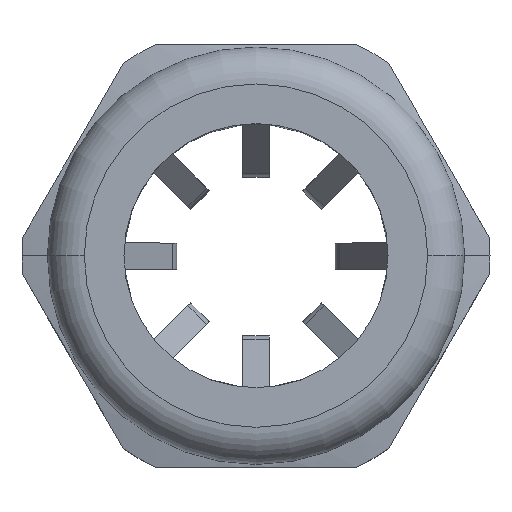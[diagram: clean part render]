
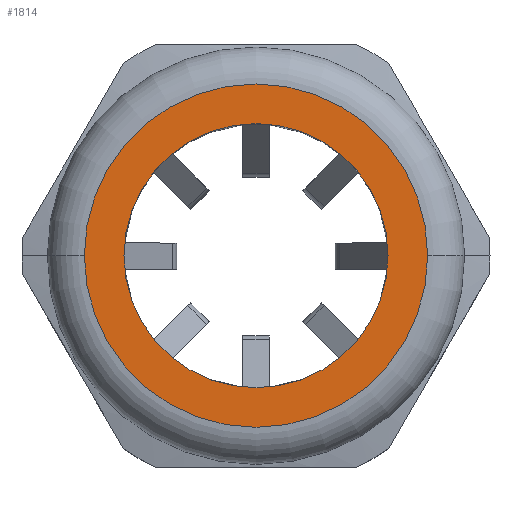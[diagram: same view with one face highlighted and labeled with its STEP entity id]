
A CAD part, top view. The second image highlights one B-rep face of the part: STEP entity #1814.
In plain terms, the highlighted planar face has unit normal (0, 0, 1).
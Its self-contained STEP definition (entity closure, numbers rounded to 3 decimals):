
#4 = FACE_BOUND ( 'NONE', #736, .T. ) ;
#593 = AXIS2_PLACEMENT_3D ( 'NONE', #3347, #3346, #3345 ) ;
#603 = AXIS2_PLACEMENT_3D ( 'NONE', #3376, #3372, #3371 ) ;
#736 = EDGE_LOOP ( 'NONE', ( #2848, #2850 ) ) ;
#737 = EDGE_LOOP ( 'NONE', ( #2847, #2851 ) ) ;
#1225 = DIRECTION ( 'NONE',  ( 0., 0., 1. ) ) ;
#1226 = CARTESIAN_POINT ( 'NONE',  ( 0., 0., 37. ) ) ;
#1228 = DIRECTION ( 'NONE',  ( 1., 0., 0. ) ) ;
#1229 = DIRECTION ( 'NONE',  ( 0., 0., 1. ) ) ;
#1230 = CARTESIAN_POINT ( 'NONE',  ( 0., 0., 37. ) ) ;
#1433 = DIRECTION ( 'NONE',  ( 1., 0., 0. ) ) ;
#1435 = DIRECTION ( 'NONE',  ( 0., 0., 1. ) ) ;
#1442 = CARTESIAN_POINT ( 'NONE',  ( 0., 0., 37. ) ) ;
#1446 = PLANE ( 'NONE',  #2219 ) ;
#1532 = CIRCLE ( 'NONE', #593, 16.25 ) ;
#1535 = CIRCLE ( 'NONE', #603, 12.5 ) ;
#1585 = CIRCLE ( 'NONE', #2247, 12.5 ) ;
#1629 = EDGE_CURVE ( 'NONE', #2594, #2595, #1535, .T. ) ;
#1637 = EDGE_CURVE ( 'NONE', #2603, #2602, #1532, .T. ) ;
#1694 = CIRCLE ( 'NONE', #2243, 16.25 ) ;
#1814 = ADVANCED_FACE ( 'NONE', ( #4, #2226 ), #1446, .T. ) ;
#1846 = EDGE_CURVE ( 'NONE', #2595, #2594, #1585, .T. ) ;
#1847 = EDGE_CURVE ( 'NONE', #2602, #2603, #1694, .T. ) ;
#1972 = CARTESIAN_POINT ( 'NONE',  ( 12.5, 0., 37. ) ) ;
#2041 = DIRECTION ( 'NONE',  ( 1., 0., 0. ) ) ;
#2055 = CARTESIAN_POINT ( 'NONE',  ( -16.25, 0., 37. ) ) ;
#2057 = CARTESIAN_POINT ( 'NONE',  ( 16.25, 0., 37. ) ) ;
#2145 = CARTESIAN_POINT ( 'NONE',  ( -12.5, 0., 37. ) ) ;
#2219 = AXIS2_PLACEMENT_3D ( 'NONE', #1442, #1435, #1433 ) ;
#2226 = FACE_OUTER_BOUND ( 'NONE', #737, .T. ) ;
#2243 = AXIS2_PLACEMENT_3D ( 'NONE', #1226, #1225, #2041 ) ;
#2247 = AXIS2_PLACEMENT_3D ( 'NONE', #1230, #1229, #1228 ) ;
#2594 = VERTEX_POINT ( 'NONE', #2145 ) ;
#2595 = VERTEX_POINT ( 'NONE', #1972 ) ;
#2602 = VERTEX_POINT ( 'NONE', #2055 ) ;
#2603 = VERTEX_POINT ( 'NONE', #2057 ) ;
#2847 = ORIENTED_EDGE ( 'NONE', *, *, #1637, .T. ) ;
#2848 = ORIENTED_EDGE ( 'NONE', *, *, #1846, .F. ) ;
#2850 = ORIENTED_EDGE ( 'NONE', *, *, #1629, .F. ) ;
#2851 = ORIENTED_EDGE ( 'NONE', *, *, #1847, .T. ) ;
#3345 = DIRECTION ( 'NONE',  ( 1., 0., 0. ) ) ;
#3346 = DIRECTION ( 'NONE',  ( 0., 0., 1. ) ) ;
#3347 = CARTESIAN_POINT ( 'NONE',  ( 0., 0., 37. ) ) ;
#3371 = DIRECTION ( 'NONE',  ( 1., 0., 0. ) ) ;
#3372 = DIRECTION ( 'NONE',  ( 0., 0., 1. ) ) ;
#3376 = CARTESIAN_POINT ( 'NONE',  ( 0., 0., 37. ) ) ;
